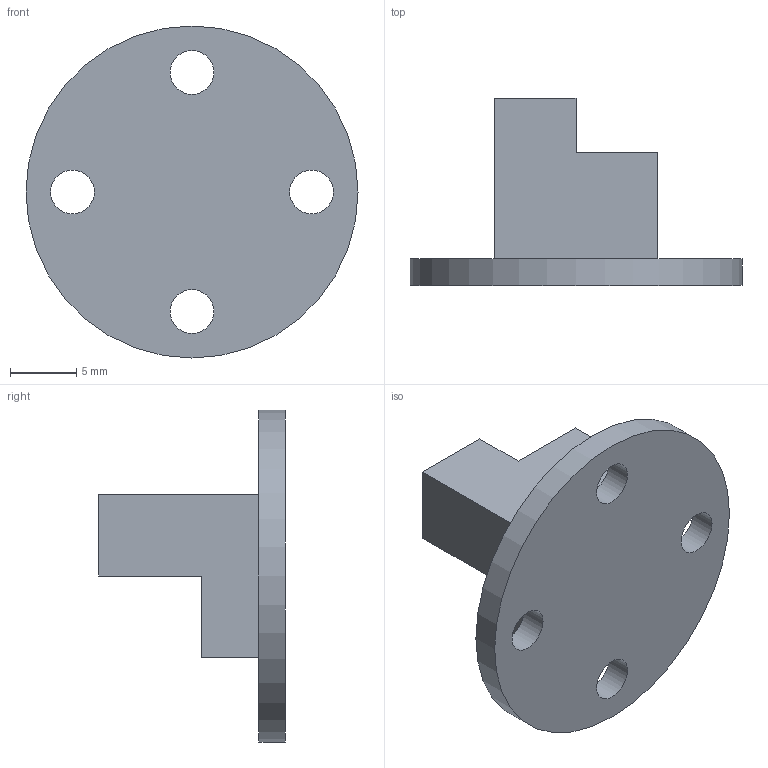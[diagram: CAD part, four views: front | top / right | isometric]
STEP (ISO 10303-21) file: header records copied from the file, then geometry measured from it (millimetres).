
FILE_DESCRIPTION(/* description */ (''),/* implementation_level */ '2;1');
FILE_NAME(/* name */ '10e3eb7e-fd67-45e8-adea-671f13df1e9b.stp',/* time_stamp */ '2018-03-02T13:26:49-05:00',/* author */ ('weisenburger'),/* organization */ (''),/* preprocessor_version */ 'ST-DEVELOPER v16.13',/* originating_system */ 'Autodesk Translation Framework v6.5.0.72',/* authorisation */ '');
FILE_SCHEMA (('AUTOMOTIVE_DESIGN { 1 0 10303 214 3 1 1 }'));
Length unit declared in the file: millimetre
Products named in the file (2): Mirror holder for VC; Mirror holder for VC_1
Assembly tree (1 placements, depth 2):
  Mirror holder for VC
    Mirror holder for VC_1
Bounding box: 25 x 14.08 x 25 mm (x, y, z)
Volume: 1733.1 mm3; surface area: 1655.3 mm2
Topology: 1 solids, 1 shells, 40 faces, 111 edges, 74 vertices
Faces by surface type: plane 26, cylinder 14
Full cylindrical faces by diameter (mm): 3.3 x4, 25 x1
Entity records: 1354 total; most frequent: CARTESIAN_POINT 228, DIRECTION 227, ORIENTED_EDGE 222, EDGE_CURVE 111, LINE 81, VECTOR 81, VERTEX_POINT 74, AXIS2_PLACEMENT_3D 73
